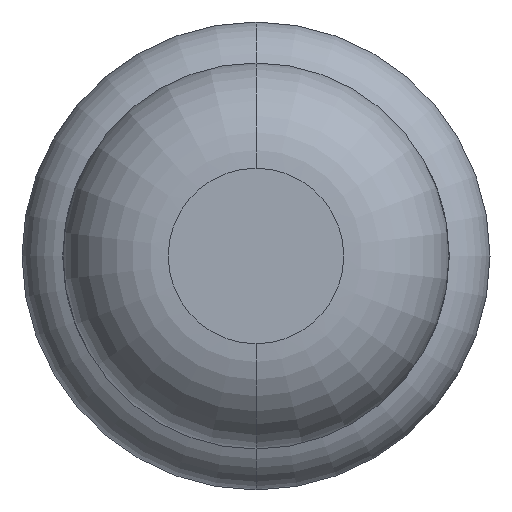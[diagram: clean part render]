
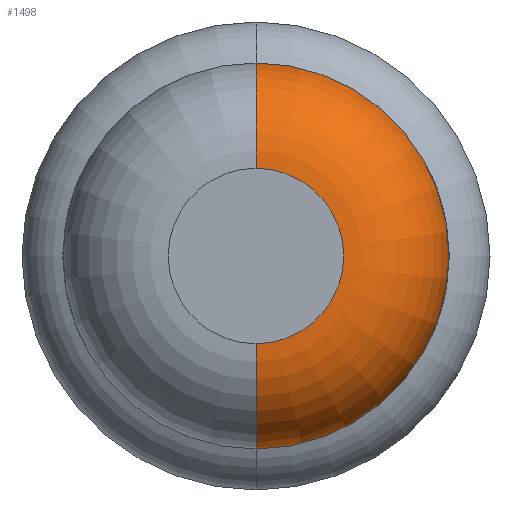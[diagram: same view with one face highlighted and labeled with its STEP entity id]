
A CAD part, front view. The second image highlights one B-rep face of the part: STEP entity #1498.
In plain terms, the highlighted toroidal (fillet/blend) face has major radius 0.375 mm and minor radius 0.45 mm.
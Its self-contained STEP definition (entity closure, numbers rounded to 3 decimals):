
#173 = EDGE_CURVE ( 'NONE', #493, #1372, #2340, .T. ) ;
#184 = CARTESIAN_POINT ( 'NONE',  ( 0., -26.95, 0. ) ) ;
#192 = CARTESIAN_POINT ( 'NONE',  ( 0., -26.95, 0.825 ) ) ;
#253 = CIRCLE ( 'NONE', #1866, 0.825 ) ;
#409 = ORIENTED_EDGE ( 'NONE', *, *, #3032, .T. ) ;
#440 = DIRECTION ( 'NONE',  ( 0., 0., 1. ) ) ;
#493 = VERTEX_POINT ( 'NONE', #1773 ) ;
#750 = EDGE_CURVE ( 'NONE', #2502, #1392, #2159, .T. ) ;
#850 = DIRECTION ( 'NONE',  ( 0., 1., 0. ) ) ;
#892 = DIRECTION ( 'NONE',  ( 0., 1., 0. ) ) ;
#1094 = DIRECTION ( 'NONE',  ( 0., 0., -1. ) ) ;
#1152 = CARTESIAN_POINT ( 'NONE',  ( 0., -27.4, 0. ) ) ;
#1204 = AXIS2_PLACEMENT_3D ( 'NONE', #1152, #892, #1994 ) ;
#1359 = CARTESIAN_POINT ( 'NONE',  ( 0., -26.95, 0. ) ) ;
#1372 = VERTEX_POINT ( 'NONE', #192 ) ;
#1377 = DIRECTION ( 'NONE',  ( 0., 0., 1. ) ) ;
#1392 = VERTEX_POINT ( 'NONE', #2384 ) ;
#1498 = ADVANCED_FACE ( 'Defeature ausgef�hrt2_7', ( #3073 ), #3336, .T. ) ;
#1668 = ORIENTED_EDGE ( 'NONE', *, *, #173, .F. ) ;
#1740 = DIRECTION ( 'NONE',  ( 0., 1., 0. ) ) ;
#1773 = CARTESIAN_POINT ( 'NONE',  ( 0., -27.4, 0.375 ) ) ;
#1797 = EDGE_LOOP ( 'NONE', ( #409, #2553, #3319, #1668 ) ) ;
#1866 = AXIS2_PLACEMENT_3D ( 'NONE', #1359, #850, #1377 ) ;
#1994 = DIRECTION ( 'NONE',  ( 0., 0., 1. ) ) ;
#2159 = CIRCLE ( 'NONE', #2277, 0.45 ) ;
#2249 = DIRECTION ( 'NONE',  ( 0., 0., 1. ) ) ;
#2277 = AXIS2_PLACEMENT_3D ( 'NONE', #2457, #3015, #1094 ) ;
#2316 = CIRCLE ( 'NONE', #1204, 0.375 ) ;
#2319 = CARTESIAN_POINT ( 'NONE',  ( 0., -26.95, 0.375 ) ) ;
#2340 = CIRCLE ( 'NONE', #2709, 0.45 ) ;
#2383 = EDGE_CURVE ( 'Defeature ausgef�hrt2_0+Defeature ausgef�hrt2_7+Defeature ausgef�hrt2_7+Defeature ausgef�hrt2_7', #1372, #1392, #253, .T. ) ;
#2384 = CARTESIAN_POINT ( 'NONE',  ( 0., -26.95, -0.825 ) ) ;
#2457 = CARTESIAN_POINT ( 'NONE',  ( 0., -26.95, -0.375 ) ) ;
#2502 = VERTEX_POINT ( 'NONE', #3351 ) ;
#2553 = ORIENTED_EDGE ( 'NONE', *, *, #750, .T. ) ;
#2709 = AXIS2_PLACEMENT_3D ( 'NONE', #2319, #3070, #2249 ) ;
#2755 = AXIS2_PLACEMENT_3D ( 'NONE', #184, #1740, #440 ) ;
#3015 = DIRECTION ( 'NONE',  ( 1., 0., 0. ) ) ;
#3032 = EDGE_CURVE ( 'Defeature ausgef�hrt2_7+Defeature ausgef�hrt2_6+Defeature ausgef�hrt2_6+Defeature ausgef�hrt2_6', #493, #2502, #2316, .T. ) ;
#3070 = DIRECTION ( 'NONE',  ( -1., 0., 0. ) ) ;
#3073 = FACE_OUTER_BOUND ( 'NONE', #1797, .T. ) ;
#3319 = ORIENTED_EDGE ( 'NONE', *, *, #2383, .F. ) ;
#3336 = TOROIDAL_SURFACE ( 'NONE', #2755, 0.375, 0.45 ) ;
#3351 = CARTESIAN_POINT ( 'NONE',  ( 0., -27.4, -0.375 ) ) ;
